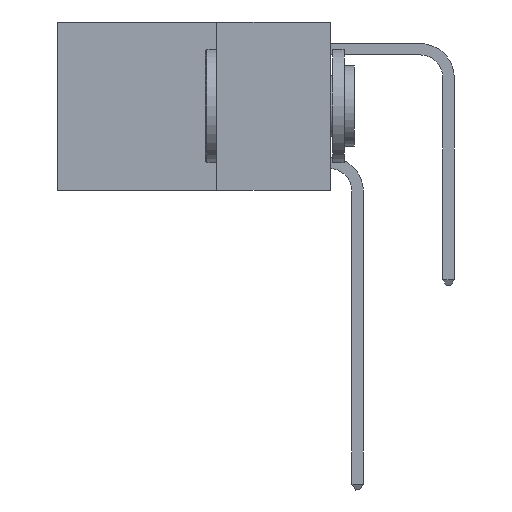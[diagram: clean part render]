
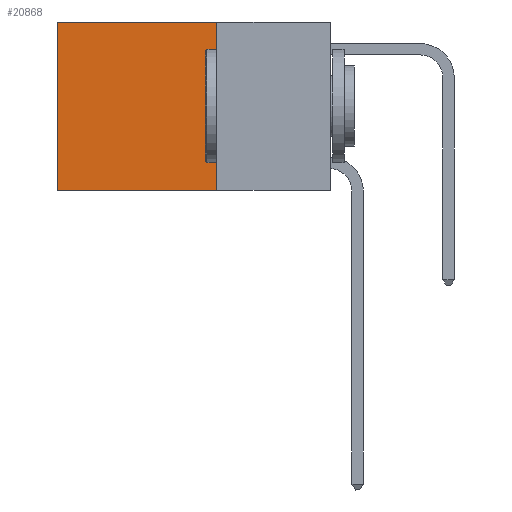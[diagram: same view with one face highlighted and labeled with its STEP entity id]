
A CAD part, left-side view. The second image highlights one B-rep face of the part: STEP entity #20868.
In plain terms, the highlighted planar face has unit normal (-1, 0, 0).
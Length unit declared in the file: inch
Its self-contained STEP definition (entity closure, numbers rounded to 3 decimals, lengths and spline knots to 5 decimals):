
#187 = LINE ( 'NONE', #12155, #11355 ) ;
#857 = ORIENTED_EDGE ( 'NONE', *, *, #19340, .T. ) ;
#1051 = EDGE_CURVE ( 'NONE', #21446, #9816, #17102, .T. ) ;
#1086 = FACE_OUTER_BOUND ( 'NONE', #17641, .T. ) ;
#1328 = VECTOR ( 'NONE', #18808, 39.37008 ) ;
#2903 = DIRECTION ( 'NONE',  ( 0., 0., -1. ) ) ;
#4628 = DIRECTION ( 'NONE',  ( 1., 0., 0. ) ) ;
#4737 = DIRECTION ( 'NONE',  ( 0., 0., -1. ) ) ;
#6351 = LINE ( 'NONE', #6689, #7869 ) ;
#6467 = AXIS2_PLACEMENT_3D ( 'NONE', #14992, #4628, #2903 ) ;
#6623 = LINE ( 'NONE', #22260, #1328 ) ;
#6689 = CARTESIAN_POINT ( 'NONE',  ( 0.2625, 0.6, 0. ) ) ;
#6697 = VERTEX_POINT ( 'NONE', #14598 ) ;
#6751 = CARTESIAN_POINT ( 'NONE',  ( 0.2625, 0.25, 0. ) ) ;
#7869 = VECTOR ( 'NONE', #4737, 39.37008 ) ;
#8047 = PLANE ( 'NONE',  #6467 ) ;
#9259 = ORIENTED_EDGE ( 'NONE', *, *, #12381, .F. ) ;
#9453 = ORIENTED_EDGE ( 'NONE', *, *, #1051, .F. ) ;
#9816 = VERTEX_POINT ( 'NONE', #13235 ) ;
#10367 = ORIENTED_EDGE ( 'NONE', *, *, #18495, .T. ) ;
#11355 = VECTOR ( 'NONE', #12276, 39.37008 ) ;
#11795 = VERTEX_POINT ( 'NONE', #13339 ) ;
#11855 = DIRECTION ( 'NONE',  ( 0., 0., -1. ) ) ;
#12155 = CARTESIAN_POINT ( 'NONE',  ( 0.2625, 0.25, -0.37 ) ) ;
#12276 = DIRECTION ( 'NONE',  ( 0., 1., 0. ) ) ;
#12381 = EDGE_CURVE ( 'NONE', #9816, #6697, #187, .T. ) ;
#13235 = CARTESIAN_POINT ( 'NONE',  ( 0.2625, 0.25, -0.37 ) ) ;
#13339 = CARTESIAN_POINT ( 'NONE',  ( 0.2625, 0.6, 0. ) ) ;
#14598 = CARTESIAN_POINT ( 'NONE',  ( 0.2625, 0.6, -0.37 ) ) ;
#14992 = CARTESIAN_POINT ( 'NONE',  ( 0.2625, 0.25, 0. ) ) ;
#17102 = LINE ( 'NONE', #20744, #21208 ) ;
#17641 = EDGE_LOOP ( 'NONE', ( #857, #9259, #9453, #10367 ) ) ;
#18495 = EDGE_CURVE ( 'NONE', #21446, #11795, #6623, .T. ) ;
#18808 = DIRECTION ( 'NONE',  ( 0., 1., 0. ) ) ;
#19340 = EDGE_CURVE ( 'NONE', #11795, #6697, #6351, .T. ) ;
#20744 = CARTESIAN_POINT ( 'NONE',  ( 0.2625, 0.25, 0. ) ) ;
#20868 = ADVANCED_FACE ( 'NONE', ( #1086 ), #8047, .F. ) ;
#21208 = VECTOR ( 'NONE', #11855, 39.37008 ) ;
#21446 = VERTEX_POINT ( 'NONE', #6751 ) ;
#22260 = CARTESIAN_POINT ( 'NONE',  ( 0.2625, 0.25, 0. ) ) ;
